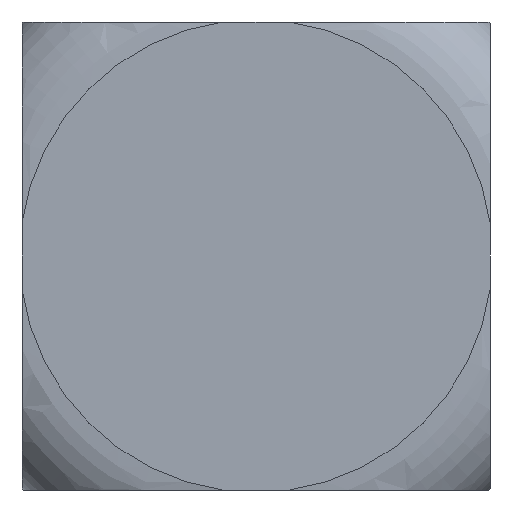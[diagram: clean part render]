
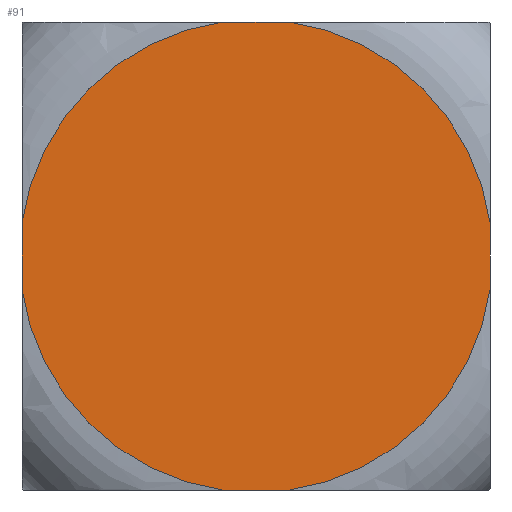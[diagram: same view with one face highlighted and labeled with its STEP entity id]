
A CAD part, left-side view. The second image highlights one B-rep face of the part: STEP entity #91.
In plain terms, the highlighted planar face has unit normal (-1, 0, 0).
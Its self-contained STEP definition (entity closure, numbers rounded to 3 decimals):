
#91 = ADVANCED_FACE( '', ( #181 ), #182, .F. );
#181 = FACE_OUTER_BOUND( '', #262, .T. );
#182 = PLANE( '', #263 );
#262 = EDGE_LOOP( '', ( #448, #449, #450, #451, #452, #453, #454, #455 ) );
#263 = AXIS2_PLACEMENT_3D( '', #456, #457, #458 );
#448 = ORIENTED_EDGE( '', *, *, #491, .F. );
#449 = ORIENTED_EDGE( '', *, *, #529, .F. );
#450 = ORIENTED_EDGE( '', *, *, #497, .F. );
#451 = ORIENTED_EDGE( '', *, *, #531, .F. );
#452 = ORIENTED_EDGE( '', *, *, #478, .F. );
#453 = ORIENTED_EDGE( '', *, *, #461, .F. );
#454 = ORIENTED_EDGE( '', *, *, #511, .F. );
#455 = ORIENTED_EDGE( '', *, *, #524, .F. );
#456 = CARTESIAN_POINT( '', ( 0., 0., 0. ) );
#457 = DIRECTION( '', ( 1., 0., 0. ) );
#458 = DIRECTION( '', ( 0., 0., -1. ) );
#461 = EDGE_CURVE( '', #534, #537, #538, .T. );
#478 = EDGE_CURVE( '', #537, #557, #567, .T. );
#491 = EDGE_CURVE( '', #585, #580, #587, .T. );
#497 = EDGE_CURVE( '', #595, #589, #597, .T. );
#511 = EDGE_CURVE( '', #615, #534, #617, .T. );
#524 = EDGE_CURVE( '', #580, #615, #633, .T. );
#529 = EDGE_CURVE( '', #589, #585, #638, .T. );
#531 = EDGE_CURVE( '', #557, #595, #640, .T. );
#534 = VERTEX_POINT( '', #643 );
#537 = VERTEX_POINT( '', #671 );
#538 = CIRCLE( '', #672, 14.14 );
#557 = VERTEX_POINT( '', #717 );
#567 = LINE( '', #756, #757 );
#580 = VERTEX_POINT( '', #772 );
#585 = VERTEX_POINT( '', #804 );
#587 = LINE( '', #829, #830 );
#589 = VERTEX_POINT( '', #832 );
#595 = VERTEX_POINT( '', #865 );
#597 = LINE( '', #890, #891 );
#615 = VERTEX_POINT( '', #911 );
#617 = LINE( '', #936, #937 );
#633 = CIRCLE( '', #954, 14.14 );
#638 = CIRCLE( '', #959, 14.14 );
#640 = CIRCLE( '', #961, 14.14 );
#643 = CARTESIAN_POINT( '', ( 0., -1.985, 14. ) );
#671 = CARTESIAN_POINT( '', ( 0., -14., 1.985 ) );
#672 = AXIS2_PLACEMENT_3D( '', #963, #964, #965 );
#717 = CARTESIAN_POINT( '', ( 0., -14., -1.985 ) );
#756 = CARTESIAN_POINT( '', ( 0., -14., 14. ) );
#757 = VECTOR( '', #985, 1000. );
#772 = CARTESIAN_POINT( '', ( 0., 14., 1.985 ) );
#804 = CARTESIAN_POINT( '', ( 0., 14., -1.985 ) );
#829 = CARTESIAN_POINT( '', ( 0., 14., -14. ) );
#830 = VECTOR( '', #1002, 1000. );
#832 = CARTESIAN_POINT( '', ( 0., 1.985, -14. ) );
#865 = CARTESIAN_POINT( '', ( 0., -1.985, -14. ) );
#890 = CARTESIAN_POINT( '', ( 0., -14., -14. ) );
#891 = VECTOR( '', #1005, 1000. );
#911 = CARTESIAN_POINT( '', ( 0., 1.985, 14. ) );
#936 = CARTESIAN_POINT( '', ( 0., 14., 14. ) );
#937 = VECTOR( '', #1026, 1000. );
#954 = AXIS2_PLACEMENT_3D( '', #1043, #1044, #1045 );
#959 = AXIS2_PLACEMENT_3D( '', #1046, #1047, #1048 );
#961 = AXIS2_PLACEMENT_3D( '', #1049, #1050, #1051 );
#963 = CARTESIAN_POINT( '', ( 0., 0., 0. ) );
#964 = DIRECTION( '', ( 1., 0., 0. ) );
#965 = DIRECTION( '', ( 0., 0., -1. ) );
#985 = DIRECTION( '', ( 0., 0., -1. ) );
#1002 = DIRECTION( '', ( 0., 0., 1. ) );
#1005 = DIRECTION( '', ( 0., 1., 0. ) );
#1026 = DIRECTION( '', ( 0., -1., 0. ) );
#1043 = CARTESIAN_POINT( '', ( 0., 0., 0. ) );
#1044 = DIRECTION( '', ( 1., 0., 0. ) );
#1045 = DIRECTION( '', ( 0., 0., -1. ) );
#1046 = CARTESIAN_POINT( '', ( 0., 0., 0. ) );
#1047 = DIRECTION( '', ( 1., 0., 0. ) );
#1048 = DIRECTION( '', ( 0., 0., -1. ) );
#1049 = CARTESIAN_POINT( '', ( 0., 0., 0. ) );
#1050 = DIRECTION( '', ( 1., 0., 0. ) );
#1051 = DIRECTION( '', ( 0., 0., -1. ) );
